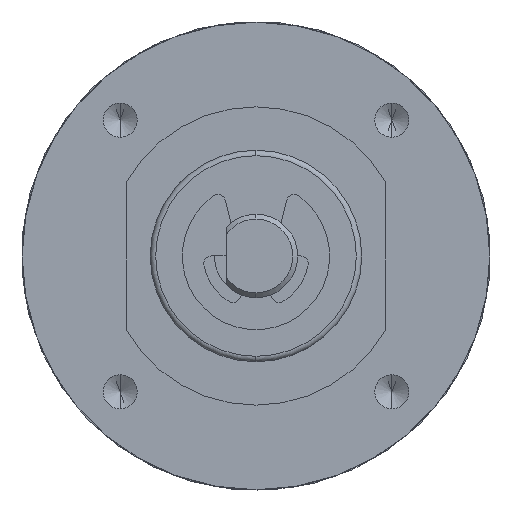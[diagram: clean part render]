
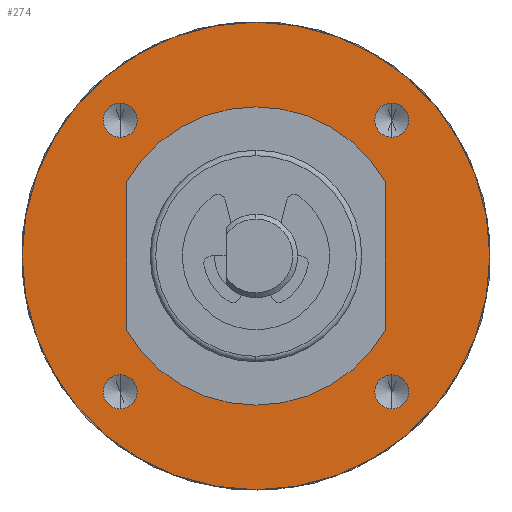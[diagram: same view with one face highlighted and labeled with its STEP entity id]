
A CAD part, front view. The second image highlights one B-rep face of the part: STEP entity #274.
In plain terms, the highlighted planar face has unit normal (0, -1, 0).
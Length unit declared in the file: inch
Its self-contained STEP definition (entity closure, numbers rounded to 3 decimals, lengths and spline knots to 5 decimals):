
#6 = ORIENTED_EDGE ( 'NONE', *, *, #5913, .T. ) ;
#19 = CARTESIAN_POINT ( 'NONE',  ( 0.2506, 0., 0.2191 ) ) ;
#28 = CIRCLE ( 'NONE', #4627, 0.0315 ) ;
#31 = EDGE_CURVE ( 'NONE', #5874, #6441, #6714, .T. ) ;
#201 = FACE_BOUND ( 'NONE', #6738, .T. ) ;
#259 = ORIENTED_EDGE ( 'NONE', *, *, #4636, .F. ) ;
#267 = EDGE_CURVE ( 'NONE', #2983, #6507, #3626, .T. ) ;
#274 = ADVANCED_FACE ( 'NONE', ( #2131, #201, #1932, #6821, #5116, #3428 ), #1925, .F. ) ;
#362 = CARTESIAN_POINT ( 'NONE',  ( 0., 0., 0.4311 ) ) ;
#616 = DIRECTION ( 'NONE',  ( 0., 0., 1. ) ) ;
#646 = DIRECTION ( 'NONE',  ( 0., 0., -1. ) ) ;
#816 = CARTESIAN_POINT ( 'NONE',  ( 0., 0., 0. ) ) ;
#897 = AXIS2_PLACEMENT_3D ( 'NONE', #6175, #2350, #6816 ) ;
#958 = VERTEX_POINT ( 'NONE', #3652 ) ;
#987 = CARTESIAN_POINT ( 'NONE',  ( 0., 0., 0.275 ) ) ;
#1010 = DIRECTION ( 'NONE',  ( 0., -1., 0. ) ) ;
#1027 = EDGE_CURVE ( 'NONE', #7482, #2813, #1119, .T. ) ;
#1081 = EDGE_CURVE ( 'NONE', #6212, #7150, #4102, .T. ) ;
#1119 = LINE ( 'NONE', #4118, #7937 ) ;
#1235 = AXIS2_PLACEMENT_3D ( 'NONE', #1665, #6131, #2316 ) ;
#1347 = CARTESIAN_POINT ( 'NONE',  ( 0.2506, 0., 0.2506 ) ) ;
#1406 = CIRCLE ( 'NONE', #3467, 0.0315 ) ;
#1409 = CARTESIAN_POINT ( 'NONE',  ( -0.2385, 0., -0.1369 ) ) ;
#1427 = AXIS2_PLACEMENT_3D ( 'NONE', #4828, #1010, #5469 ) ;
#1464 = DIRECTION ( 'NONE',  ( 0., 0., 1. ) ) ;
#1504 = EDGE_LOOP ( 'NONE', ( #3167, #3638 ) ) ;
#1567 = CARTESIAN_POINT ( 'NONE',  ( -0.2506, 0., -0.2191 ) ) ;
#1665 = CARTESIAN_POINT ( 'NONE',  ( -0.2506, 0., -0.2506 ) ) ;
#1702 = EDGE_CURVE ( 'NONE', #6507, #2983, #4049, .T. ) ;
#1709 = AXIS2_PLACEMENT_3D ( 'NONE', #8324, #4458, #616 ) ;
#1839 = ORIENTED_EDGE ( 'NONE', *, *, #6188, .F. ) ;
#1852 = EDGE_CURVE ( 'NONE', #5732, #4932, #28, .T. ) ;
#1867 = DIRECTION ( 'NONE',  ( 0., 0., -1. ) ) ;
#1925 = PLANE ( 'NONE',  #8188 ) ;
#1930 = ORIENTED_EDGE ( 'NONE', *, *, #6109, .F. ) ;
#1932 = FACE_BOUND ( 'NONE', #2292, .T. ) ;
#1939 = CARTESIAN_POINT ( 'NONE',  ( -0.2506, 0., 0.28209 ) ) ;
#2048 = DIRECTION ( 'NONE',  ( 0., 0., -1. ) ) ;
#2092 = CIRCLE ( 'NONE', #2402, 0.275 ) ;
#2131 = FACE_BOUND ( 'NONE', #1504, .T. ) ;
#2292 = EDGE_LOOP ( 'NONE', ( #4277, #4338 ) ) ;
#2316 = DIRECTION ( 'NONE',  ( 0., 0., -1. ) ) ;
#2350 = DIRECTION ( 'NONE',  ( 0., -1., 0. ) ) ;
#2402 = AXIS2_PLACEMENT_3D ( 'NONE', #3482, #7969, #4117 ) ;
#2407 = DIRECTION ( 'NONE',  ( 0., 0., 1. ) ) ;
#2663 = CARTESIAN_POINT ( 'NONE',  ( 0.2506, 0., -0.28209 ) ) ;
#2715 = CARTESIAN_POINT ( 'NONE',  ( 0.2506, 0., -0.2191 ) ) ;
#2813 = VERTEX_POINT ( 'NONE', #2905 ) ;
#2822 = LINE ( 'NONE', #5195, #6009 ) ;
#2865 = DIRECTION ( 'NONE',  ( 0., -1., 0. ) ) ;
#2905 = CARTESIAN_POINT ( 'NONE',  ( -0.2385, 0., 0.1369 ) ) ;
#2923 = CARTESIAN_POINT ( 'NONE',  ( -0.2506, 0., -0.28209 ) ) ;
#2927 = DIRECTION ( 'NONE',  ( 0., 0., 1. ) ) ;
#2983 = VERTEX_POINT ( 'NONE', #2663 ) ;
#3040 = CARTESIAN_POINT ( 'NONE',  ( 0., 0., 0. ) ) ;
#3046 = DIRECTION ( 'NONE',  ( 0., -1., 0. ) ) ;
#3167 = ORIENTED_EDGE ( 'NONE', *, *, #267, .F. ) ;
#3272 = CARTESIAN_POINT ( 'NONE',  ( 0.2506, 0., 0.28209 ) ) ;
#3387 = CIRCLE ( 'NONE', #1235, 0.0315 ) ;
#3428 = FACE_BOUND ( 'NONE', #3529, .T. ) ;
#3467 = AXIS2_PLACEMENT_3D ( 'NONE', #6865, #3046, #7528 ) ;
#3482 = CARTESIAN_POINT ( 'NONE',  ( 0., 0., 0. ) ) ;
#3529 = EDGE_LOOP ( 'NONE', ( #5225, #3970, #259, #7890, #6 ) ) ;
#3562 = DIRECTION ( 'NONE',  ( 0., -1., 0. ) ) ;
#3564 = DIRECTION ( 'NONE',  ( 0., 0., -1. ) ) ;
#3615 = AXIS2_PLACEMENT_3D ( 'NONE', #1347, #7110, #1867 ) ;
#3626 = CIRCLE ( 'NONE', #5584, 0.0315 ) ;
#3638 = ORIENTED_EDGE ( 'NONE', *, *, #1702, .F. ) ;
#3652 = CARTESIAN_POINT ( 'NONE',  ( 0.2385, 0., -0.1369 ) ) ;
#3747 = ORIENTED_EDGE ( 'NONE', *, *, #31, .F. ) ;
#3970 = ORIENTED_EDGE ( 'NONE', *, *, #1027, .T. ) ;
#4049 = CIRCLE ( 'NONE', #6072, 0.0315 ) ;
#4102 = CIRCLE ( 'NONE', #5109, 0.4311 ) ;
#4107 = EDGE_CURVE ( 'NONE', #7150, #6212, #6689, .T. ) ;
#4117 = DIRECTION ( 'NONE',  ( 0., 0., 1. ) ) ;
#4118 = CARTESIAN_POINT ( 'NONE',  ( -0.2385, 0., 0.1369 ) ) ;
#4137 = VERTEX_POINT ( 'NONE', #1567 ) ;
#4200 = CARTESIAN_POINT ( 'NONE',  ( 0.2506, 0., -0.2506 ) ) ;
#4277 = ORIENTED_EDGE ( 'NONE', *, *, #6402, .F. ) ;
#4338 = ORIENTED_EDGE ( 'NONE', *, *, #7637, .F. ) ;
#4443 = VERTEX_POINT ( 'NONE', #6902 ) ;
#4458 = DIRECTION ( 'NONE',  ( 0., -1., 0. ) ) ;
#4490 = DIRECTION ( 'NONE',  ( 0., -1., 0. ) ) ;
#4627 = AXIS2_PLACEMENT_3D ( 'NONE', #7395, #3562, #8049 ) ;
#4636 = EDGE_CURVE ( 'NONE', #5561, #2813, #5566, .T. ) ;
#4651 = AXIS2_PLACEMENT_3D ( 'NONE', #5683, #4490, #646 ) ;
#4828 = CARTESIAN_POINT ( 'NONE',  ( 0., 0., 0. ) ) ;
#4840 = CARTESIAN_POINT ( 'NONE',  ( 0., 0., 0. ) ) ;
#4892 = EDGE_CURVE ( 'NONE', #4443, #5561, #5781, .T. ) ;
#4899 = ORIENTED_EDGE ( 'NONE', *, *, #1852, .F. ) ;
#4932 = VERTEX_POINT ( 'NONE', #1939 ) ;
#5109 = AXIS2_PLACEMENT_3D ( 'NONE', #3040, #6862, #2407 ) ;
#5116 = FACE_OUTER_BOUND ( 'NONE', #5380, .T. ) ;
#5195 = CARTESIAN_POINT ( 'NONE',  ( 0.2385, 0., 0.1369 ) ) ;
#5196 = EDGE_CURVE ( 'NONE', #7482, #958, #2092, .T. ) ;
#5203 = CIRCLE ( 'NONE', #897, 0.0315 ) ;
#5225 = ORIENTED_EDGE ( 'NONE', *, *, #5196, .F. ) ;
#5296 = DIRECTION ( 'NONE',  ( 0., 1., 0. ) ) ;
#5380 = EDGE_LOOP ( 'NONE', ( #7646, #6272 ) ) ;
#5469 = DIRECTION ( 'NONE',  ( 0., 0., 1. ) ) ;
#5561 = VERTEX_POINT ( 'NONE', #987 ) ;
#5566 = CIRCLE ( 'NONE', #1427, 0.275 ) ;
#5584 = AXIS2_PLACEMENT_3D ( 'NONE', #4200, #8051, #3564 ) ;
#5619 = VERTEX_POINT ( 'NONE', #2923 ) ;
#5683 = CARTESIAN_POINT ( 'NONE',  ( -0.2506, 0., -0.2506 ) ) ;
#5732 = VERTEX_POINT ( 'NONE', #6908 ) ;
#5781 = CIRCLE ( 'NONE', #1709, 0.275 ) ;
#5874 = VERTEX_POINT ( 'NONE', #3272 ) ;
#5913 = EDGE_CURVE ( 'NONE', #4443, #958, #2822, .T. ) ;
#6009 = VECTOR ( 'NONE', #2048, 39.37008 ) ;
#6072 = AXIS2_PLACEMENT_3D ( 'NONE', #6688, #2865, #7336 ) ;
#6109 = EDGE_CURVE ( 'NONE', #6441, #5874, #5203, .T. ) ;
#6131 = DIRECTION ( 'NONE',  ( 0., -1., 0. ) ) ;
#6175 = CARTESIAN_POINT ( 'NONE',  ( 0.2506, 0., 0.2506 ) ) ;
#6188 = EDGE_CURVE ( 'NONE', #4932, #5732, #1406, .T. ) ;
#6212 = VERTEX_POINT ( 'NONE', #6213 ) ;
#6213 = CARTESIAN_POINT ( 'NONE',  ( 0., 0., -0.4311 ) ) ;
#6272 = ORIENTED_EDGE ( 'NONE', *, *, #4107, .F. ) ;
#6402 = EDGE_CURVE ( 'NONE', #5619, #4137, #7004, .T. ) ;
#6441 = VERTEX_POINT ( 'NONE', #19 ) ;
#6507 = VERTEX_POINT ( 'NONE', #2715 ) ;
#6688 = CARTESIAN_POINT ( 'NONE',  ( 0.2506, 0., -0.2506 ) ) ;
#6689 = CIRCLE ( 'NONE', #7047, 0.4311 ) ;
#6703 = DIRECTION ( 'NONE',  ( 0., 0., 1. ) ) ;
#6714 = CIRCLE ( 'NONE', #3615, 0.0315 ) ;
#6738 = EDGE_LOOP ( 'NONE', ( #4899, #1839 ) ) ;
#6816 = DIRECTION ( 'NONE',  ( 0., 0., -1. ) ) ;
#6821 = FACE_BOUND ( 'NONE', #7589, .T. ) ;
#6862 = DIRECTION ( 'NONE',  ( 0., 1., 0. ) ) ;
#6865 = CARTESIAN_POINT ( 'NONE',  ( -0.2506, 0., 0.2506 ) ) ;
#6902 = CARTESIAN_POINT ( 'NONE',  ( 0.2385, 0., 0.1369 ) ) ;
#6908 = CARTESIAN_POINT ( 'NONE',  ( -0.2506, 0., 0.2191 ) ) ;
#7004 = CIRCLE ( 'NONE', #4651, 0.0315 ) ;
#7047 = AXIS2_PLACEMENT_3D ( 'NONE', #816, #5296, #1464 ) ;
#7110 = DIRECTION ( 'NONE',  ( 0., -1., 0. ) ) ;
#7150 = VERTEX_POINT ( 'NONE', #362 ) ;
#7336 = DIRECTION ( 'NONE',  ( 0., 0., -1. ) ) ;
#7395 = CARTESIAN_POINT ( 'NONE',  ( -0.2506, 0., 0.2506 ) ) ;
#7397 = DIRECTION ( 'NONE',  ( 0., 1., 0. ) ) ;
#7482 = VERTEX_POINT ( 'NONE', #1409 ) ;
#7528 = DIRECTION ( 'NONE',  ( 0., 0., -1. ) ) ;
#7589 = EDGE_LOOP ( 'NONE', ( #1930, #3747 ) ) ;
#7637 = EDGE_CURVE ( 'NONE', #4137, #5619, #3387, .T. ) ;
#7646 = ORIENTED_EDGE ( 'NONE', *, *, #1081, .F. ) ;
#7890 = ORIENTED_EDGE ( 'NONE', *, *, #4892, .F. ) ;
#7937 = VECTOR ( 'NONE', #6703, 39.37008 ) ;
#7969 = DIRECTION ( 'NONE',  ( 0., -1., 0. ) ) ;
#8049 = DIRECTION ( 'NONE',  ( 0., 0., -1. ) ) ;
#8051 = DIRECTION ( 'NONE',  ( 0., -1., 0. ) ) ;
#8188 = AXIS2_PLACEMENT_3D ( 'NONE', #4840, #7397, #2927 ) ;
#8324 = CARTESIAN_POINT ( 'NONE',  ( 0., 0., 0. ) ) ;
